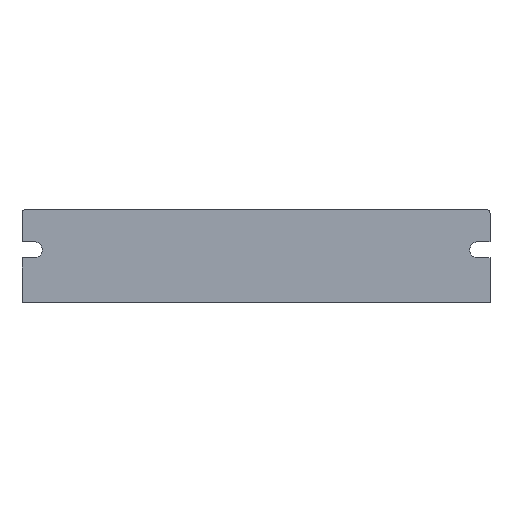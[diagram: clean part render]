
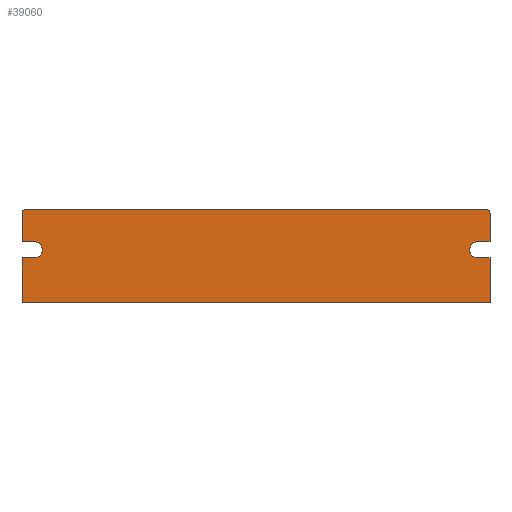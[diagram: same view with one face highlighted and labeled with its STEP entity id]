
A CAD part, front view. The second image highlights one B-rep face of the part: STEP entity #39060.
In plain terms, the highlighted planar face has unit normal (0, -1, 0).
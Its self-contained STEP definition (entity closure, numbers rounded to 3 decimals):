
#38 = VERTEX_POINT ( 'NONE', #48030 ) ;
#187 = ORIENTED_EDGE ( 'NONE', *, *, #70238, .T. ) ;
#286 = CIRCLE ( 'NONE', #56335, 1. ) ;
#1590 = CARTESIAN_POINT ( 'NONE',  ( 130.5, 0., 17.3 ) ) ;
#2570 = ORIENTED_EDGE ( 'NONE', *, *, #50617, .T. ) ;
#2595 = ORIENTED_EDGE ( 'NONE', *, *, #63869, .T. ) ;
#3060 = PLANE ( 'NONE',  #15150 ) ;
#3343 = DIRECTION ( 'NONE',  ( -1., 0., 0. ) ) ;
#3420 = DIRECTION ( 'NONE',  ( -1., 0., 0. ) ) ;
#3680 = DIRECTION ( 'NONE',  ( 1., 0., 0. ) ) ;
#3778 = CARTESIAN_POINT ( 'NONE',  ( 130.5, 0., 15. ) ) ;
#3837 = LINE ( 'NONE', #4299, #29634 ) ;
#4299 = CARTESIAN_POINT ( 'NONE',  ( 134., 0., 26.5 ) ) ;
#4538 = CARTESIAN_POINT ( 'NONE',  ( 128.2, 0., 15. ) ) ;
#4786 = CARTESIAN_POINT ( 'NONE',  ( 134., 0., 0. ) ) ;
#5740 = DIRECTION ( 'NONE',  ( 0., 0., -1. ) ) ;
#5792 = CIRCLE ( 'NONE', #8119, 2.3 ) ;
#5893 = VERTEX_POINT ( 'NONE', #1590 ) ;
#7118 = VERTEX_POINT ( 'NONE', #34229 ) ;
#7214 = EDGE_CURVE ( 'NONE', #57641, #70261, #24415, .T. ) ;
#8119 = AXIS2_PLACEMENT_3D ( 'NONE', #26169, #64788, #31734 ) ;
#8144 = LINE ( 'NONE', #53268, #65008 ) ;
#8630 = DIRECTION ( 'NONE',  ( 0., 1., 0. ) ) ;
#8812 = LINE ( 'NONE', #24865, #23356 ) ;
#9334 = DIRECTION ( 'NONE',  ( -1., 0., 0. ) ) ;
#11115 = EDGE_CURVE ( 'NONE', #67666, #17730, #49898, .T. ) ;
#12140 = CARTESIAN_POINT ( 'NONE',  ( 0., 0., 26.5 ) ) ;
#14023 = EDGE_LOOP ( 'NONE', ( #44859, #2595, #49489, #59978, #65025, #61115, #55653, #69560, #43091, #187, #34190, #48860, #48889, #2570, #46468 ) ) ;
#14514 = VERTEX_POINT ( 'NONE', #32400 ) ;
#15150 = AXIS2_PLACEMENT_3D ( 'NONE', #41570, #8630, #47136 ) ;
#16578 = VECTOR ( 'NONE', #5740, 1000. ) ;
#17730 = VERTEX_POINT ( 'NONE', #24641 ) ;
#18819 = DIRECTION ( 'NONE',  ( 0., 1., 0. ) ) ;
#19214 = CARTESIAN_POINT ( 'NONE',  ( 1., 0., 26.5 ) ) ;
#19927 = VECTOR ( 'NONE', #3343, 1000. ) ;
#19978 = DIRECTION ( 'NONE',  ( 0., 0., 1. ) ) ;
#20438 = LINE ( 'NONE', #65982, #49797 ) ;
#21111 = AXIS2_PLACEMENT_3D ( 'NONE', #51855, #18819, #57386 ) ;
#22303 = DIRECTION ( 'NONE',  ( 0., 1., 0. ) ) ;
#23356 = VECTOR ( 'NONE', #57957, 1000. ) ;
#23634 = CARTESIAN_POINT ( 'NONE',  ( 0., 0., 0. ) ) ;
#24415 = CIRCLE ( 'NONE', #21111, 1. ) ;
#24641 = CARTESIAN_POINT ( 'NONE',  ( 3.5, 0., 12.7 ) ) ;
#24694 = LINE ( 'NONE', #34321, #52353 ) ;
#24834 = VERTEX_POINT ( 'NONE', #29993 ) ;
#24865 = CARTESIAN_POINT ( 'NONE',  ( 3.5, 0., 12.7 ) ) ;
#25600 = EDGE_CURVE ( 'NONE', #34297, #67666, #43053, .T. ) ;
#26122 = DIRECTION ( 'NONE',  ( 0., 0., 1. ) ) ;
#26169 = CARTESIAN_POINT ( 'NONE',  ( 130.5, 0., 15. ) ) ;
#27330 = EDGE_CURVE ( 'NONE', #38, #69107, #5792, .T. ) ;
#27776 = CARTESIAN_POINT ( 'NONE',  ( 0., 0., 17.3 ) ) ;
#29634 = VECTOR ( 'NONE', #26122, 1000. ) ;
#29993 = CARTESIAN_POINT ( 'NONE',  ( 0., 0., 12.7 ) ) ;
#30115 = CARTESIAN_POINT ( 'NONE',  ( 1., 0., 25.5 ) ) ;
#31196 = LINE ( 'NONE', #33130, #16578 ) ;
#31734 = DIRECTION ( 'NONE',  ( -1., 0., 0. ) ) ;
#32400 = CARTESIAN_POINT ( 'NONE',  ( 0., 0., 25.5 ) ) ;
#32894 = DIRECTION ( 'NONE',  ( 1., 0., 0. ) ) ;
#33130 = CARTESIAN_POINT ( 'NONE',  ( 0., 0., 26.5 ) ) ;
#33474 = VERTEX_POINT ( 'NONE', #19214 ) ;
#34190 = ORIENTED_EDGE ( 'NONE', *, *, #64118, .T. ) ;
#34229 = CARTESIAN_POINT ( 'NONE',  ( 134., 0., 12.7 ) ) ;
#34297 = VERTEX_POINT ( 'NONE', #27776 ) ;
#34321 = CARTESIAN_POINT ( 'NONE',  ( 0., 0., 26.5 ) ) ;
#35132 = AXIS2_PLACEMENT_3D ( 'NONE', #55374, #22303, #60914 ) ;
#35661 = DIRECTION ( 'NONE',  ( 0., 0., -1. ) ) ;
#36366 = CARTESIAN_POINT ( 'NONE',  ( 130.5, 0., 12.7 ) ) ;
#37037 = CARTESIAN_POINT ( 'NONE',  ( 134., 0., 25.5 ) ) ;
#37040 = AXIS2_PLACEMENT_3D ( 'NONE', #3778, #42280, #9334 ) ;
#37960 = VERTEX_POINT ( 'NONE', #46800 ) ;
#38270 = CARTESIAN_POINT ( 'NONE',  ( 3.5, 0., 17.3 ) ) ;
#39060 = ADVANCED_FACE ( 'NONE', ( #48798 ), #3060, .F. ) ;
#39878 = CIRCLE ( 'NONE', #37040, 2.3 ) ;
#40691 = EDGE_CURVE ( 'NONE', #14514, #33474, #286, .T. ) ;
#41570 = CARTESIAN_POINT ( 'NONE',  ( 0., 0., 26.5 ) ) ;
#41854 = CARTESIAN_POINT ( 'NONE',  ( 0., 0., 0. ) ) ;
#42280 = DIRECTION ( 'NONE',  ( 0., 1., 0. ) ) ;
#43053 = LINE ( 'NONE', #69662, #70592 ) ;
#43091 = ORIENTED_EDGE ( 'NONE', *, *, #64746, .F. ) ;
#44859 = ORIENTED_EDGE ( 'NONE', *, *, #7214, .F. ) ;
#45429 = DIRECTION ( 'NONE',  ( 0., 0., -1. ) ) ;
#46468 = ORIENTED_EDGE ( 'NONE', *, *, #54515, .T. ) ;
#46800 = CARTESIAN_POINT ( 'NONE',  ( 134., 0., 17.3 ) ) ;
#47136 = DIRECTION ( 'NONE',  ( 0., 0., 1. ) ) ;
#48030 = CARTESIAN_POINT ( 'NONE',  ( 130.5, 0., 12.7 ) ) ;
#48327 = VERTEX_POINT ( 'NONE', #23634 ) ;
#48798 = FACE_OUTER_BOUND ( 'NONE', #14023, .T. ) ;
#48860 = ORIENTED_EDGE ( 'NONE', *, *, #27330, .T. ) ;
#48873 = VERTEX_POINT ( 'NONE', #4786 ) ;
#48889 = ORIENTED_EDGE ( 'NONE', *, *, #53949, .T. ) ;
#49271 = LINE ( 'NONE', #41854, #19927 ) ;
#49489 = ORIENTED_EDGE ( 'NONE', *, *, #40691, .F. ) ;
#49797 = VECTOR ( 'NONE', #32894, 1000. ) ;
#49898 = CIRCLE ( 'NONE', #35132, 2.3 ) ;
#50237 = VECTOR ( 'NONE', #3420, 1000. ) ;
#50617 = EDGE_CURVE ( 'NONE', #5893, #37960, #20438, .T. ) ;
#50673 = DIRECTION ( 'NONE',  ( -1., 0., 0. ) ) ;
#50796 = EDGE_CURVE ( 'NONE', #24834, #48327, #24694, .T. ) ;
#51855 = CARTESIAN_POINT ( 'NONE',  ( 133., 0., 25.5 ) ) ;
#52353 = VECTOR ( 'NONE', #45429, 1000. ) ;
#52875 = LINE ( 'NONE', #12140, #56339 ) ;
#53268 = CARTESIAN_POINT ( 'NONE',  ( 134., 0., 26.5 ) ) ;
#53949 = EDGE_CURVE ( 'NONE', #69107, #5893, #39878, .T. ) ;
#54515 = EDGE_CURVE ( 'NONE', #37960, #70261, #3837, .T. ) ;
#55374 = CARTESIAN_POINT ( 'NONE',  ( 3.5, 0., 15. ) ) ;
#55653 = ORIENTED_EDGE ( 'NONE', *, *, #65376, .T. ) ;
#56335 = AXIS2_PLACEMENT_3D ( 'NONE', #30115, #68708, #35661 ) ;
#56339 = VECTOR ( 'NONE', #50673, 1000. ) ;
#57097 = CARTESIAN_POINT ( 'NONE',  ( 133., 0., 26.5 ) ) ;
#57386 = DIRECTION ( 'NONE',  ( 0., 0., 1. ) ) ;
#57641 = VERTEX_POINT ( 'NONE', #57097 ) ;
#57957 = DIRECTION ( 'NONE',  ( -1., 0., 0. ) ) ;
#59978 = ORIENTED_EDGE ( 'NONE', *, *, #65041, .T. ) ;
#60914 = DIRECTION ( 'NONE',  ( -1., 0., 0. ) ) ;
#61115 = ORIENTED_EDGE ( 'NONE', *, *, #11115, .T. ) ;
#63203 = LINE ( 'NONE', #36366, #50237 ) ;
#63869 = EDGE_CURVE ( 'NONE', #57641, #33474, #52875, .T. ) ;
#64118 = EDGE_CURVE ( 'NONE', #7118, #38, #63203, .T. ) ;
#64746 = EDGE_CURVE ( 'NONE', #48873, #48327, #49271, .T. ) ;
#64788 = DIRECTION ( 'NONE',  ( 0., 1., 0. ) ) ;
#65008 = VECTOR ( 'NONE', #19978, 1000. ) ;
#65025 = ORIENTED_EDGE ( 'NONE', *, *, #25600, .T. ) ;
#65041 = EDGE_CURVE ( 'NONE', #14514, #34297, #31196, .T. ) ;
#65376 = EDGE_CURVE ( 'NONE', #17730, #24834, #8812, .T. ) ;
#65982 = CARTESIAN_POINT ( 'NONE',  ( 130.5, 0., 17.3 ) ) ;
#67666 = VERTEX_POINT ( 'NONE', #38270 ) ;
#68708 = DIRECTION ( 'NONE',  ( 0., 1., 0. ) ) ;
#69107 = VERTEX_POINT ( 'NONE', #4538 ) ;
#69560 = ORIENTED_EDGE ( 'NONE', *, *, #50796, .T. ) ;
#69662 = CARTESIAN_POINT ( 'NONE',  ( 0., 0., 17.3 ) ) ;
#70238 = EDGE_CURVE ( 'NONE', #48873, #7118, #8144, .T. ) ;
#70261 = VERTEX_POINT ( 'NONE', #37037 ) ;
#70592 = VECTOR ( 'NONE', #3680, 1000. ) ;
